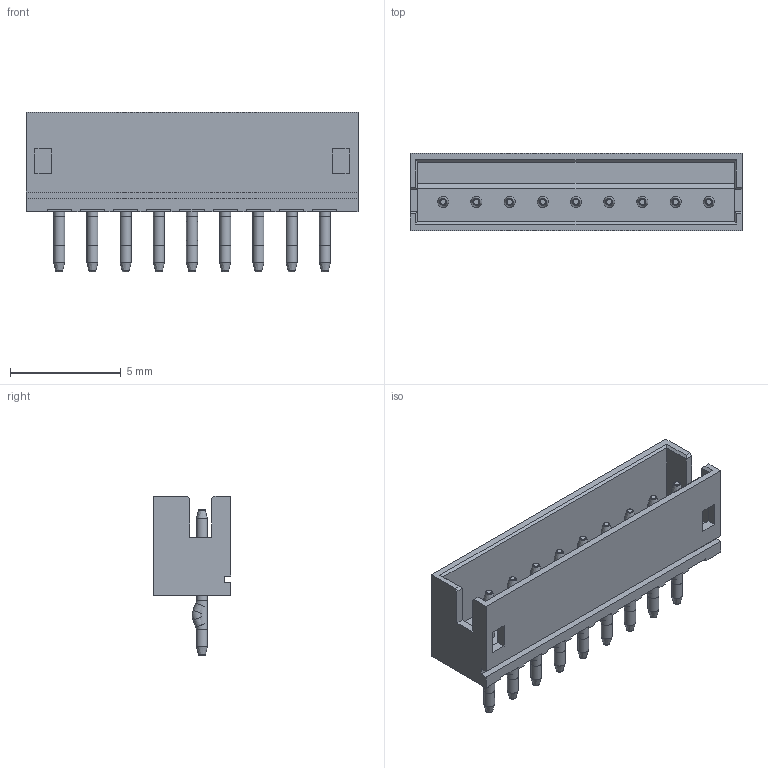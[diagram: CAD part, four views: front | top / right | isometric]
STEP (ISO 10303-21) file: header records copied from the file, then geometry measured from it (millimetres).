
FILE_DESCRIPTION(/* description */ ('Unknown'),/* implementation_level */ '2;1');
FILE_NAME(/* name */ '64800911622',/* time_stamp */ '2018-11-05T16:38:39+01:00',/* author */ ('Unknown'),/* organization */ ('Unknown'),/* preprocessor_version */ 'ST-DEVELOPER v16.7',/* originating_system */ 'DEX',/* authorisation */ $);
FILE_SCHEMA (('AUTOMOTIVE_DESIGN {1 0 10303 214 3 1 1}'));
Length unit declared in the file: millimetre
Products named in the file (4): 6480xx11622; 64800911622; 6480xx11622_PIN; 6480xx11622_PIN2
Assembly tree (19 placements, depth 2):
  6480xx11622
    64800911622
    6480xx11622_PIN  x9
    6480xx11622_PIN2  x9
Bounding box: 15 x 3.5 x 7.2 mm (x, y, z)
Volume: 130.5 mm3; surface area: 588.3 mm2
Topology: 19 solids, 19 shells, 303 faces, 724 edges, 459 vertices
Faces by surface type: plane 150, torus 63, cylinder 54, cone 36
Full cylindrical faces by diameter (mm): 0.5 x54
Entity records: 4572 total; most frequent: CARTESIAN_POINT 779, ORIENTED_EDGE 728, DIRECTION 726, EDGE_CURVE 364, LINE 328, VECTOR 328, VERTEX_POINT 252, AXIS2_PLACEMENT_3D 199
